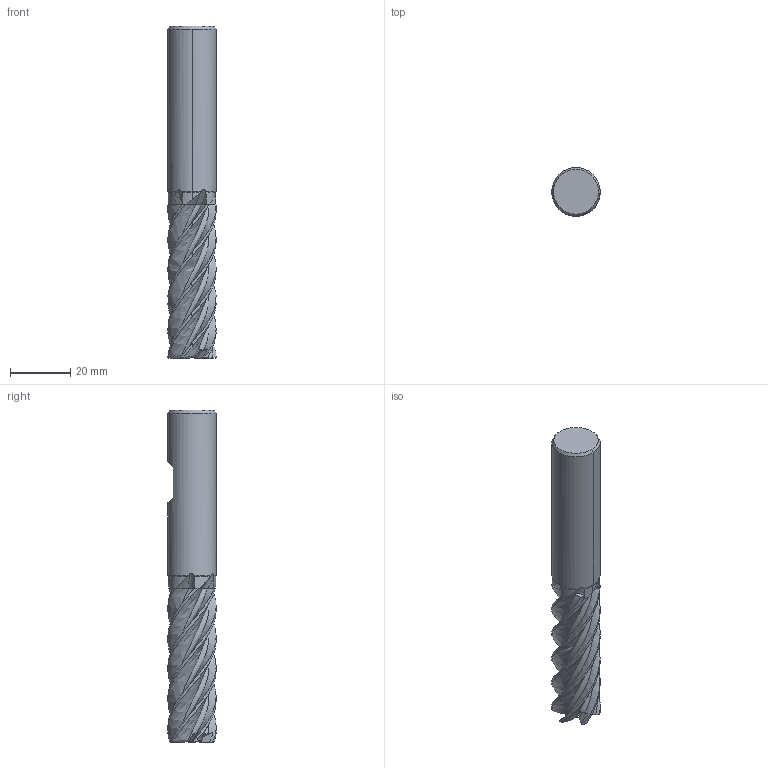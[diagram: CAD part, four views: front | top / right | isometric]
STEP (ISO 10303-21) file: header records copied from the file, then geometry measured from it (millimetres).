
FILE_DESCRIPTION(('no description'),'unknown implementation level');
FILE_NAME('EXM1-M03-0114-16-Detail.stp',' ',('CIMSOURCE GmbH'),('CADClick - KiM GmbH - www.kimweb.de'),'unknown preprocess','ACIS','unknown authorization');
FILE_SCHEMA(('automotive_design'));
Length unit declared in the file: millimetre
Products named in the file (2): NOCUT; CUT
Bounding box: 16 x 16 x 110 mm (x, y, z)
Volume: 17478.8 mm3; surface area: 9443.8 mm2
Topology: 2 solids, 2 shells, 193 faces, 557 edges, 366 vertices
Faces by surface type: plane 77, bspline 48, cone 30, revolution 18, cylinder 14, torus 6
Entity records: 33949 total; most frequent: CARTESIAN_POINT 23220, STYLED_ITEM 1118, PRESENTATION_STYLE_ASSIGNMENT 1118, COLOUR_RGB 1118, ORIENTED_EDGE 1114, DIRECTION 721, EDGE_CURVE 557, CURVE_STYLE 557
